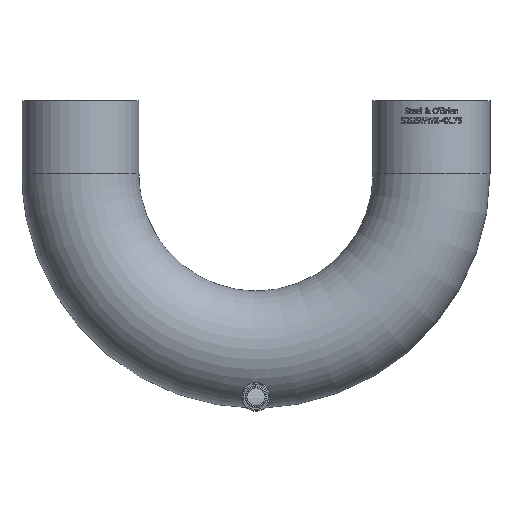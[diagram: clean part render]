
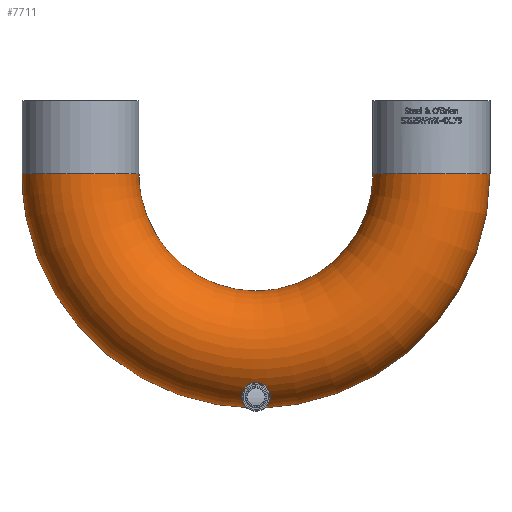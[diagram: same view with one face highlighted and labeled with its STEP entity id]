
A CAD part, top view. The second image highlights one B-rep face of the part: STEP entity #7711.
In plain terms, the highlighted toroidal (fillet/blend) face has major radius 152.4 mm and minor radius 50.8 mm.
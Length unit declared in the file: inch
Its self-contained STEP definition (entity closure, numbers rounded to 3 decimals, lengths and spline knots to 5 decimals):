
#16=TOROIDAL_SURFACE('',#8219,6.,2.);
#153=FACE_BOUND('',#1439,.T.);
#154=FACE_BOUND('',#1440,.T.);
#959=FACE_OUTER_BOUND('',#1438,.T.);
#1438=EDGE_LOOP('',(#7169));
#1439=EDGE_LOOP('',(#7170));
#1440=EDGE_LOOP('',(#7171));
#1633=CIRCLE('',#8186,2.);
#1645=CIRCLE('',#8215,2.);
#3025=B_SPLINE_CURVE_WITH_KNOTS('',3,(#16597,#16598,#16599,#16600,#16601,
#16602,#16603,#16604,#16605,#16606,#16607,#16608,#16609,#16610,#16611,#16612,
#16613,#16614,#16615,#16616,#16617,#16618,#16619,#16620,#16621,#16622,#16623,
#16624,#16625,#16626,#16627,#16628,#16629,#16630,#16631,#16632,#16633,#16634),
 .UNSPECIFIED.,.T.,.F.,(4,2,2,2,2,2,2,2,2,2,2,2,2,2,2,2,2,2,4),(-12.85353,
-12.8508,-10.76397,-9.54694,-8.97222,-8.54452,
-8.09742,-7.42761,-6.88871,-6.4254,-5.96209,
-5.42319,-4.75338,-4.30628,-3.87858,
-3.30386,-2.08683,0.,0.00273),
 .UNSPECIFIED.);
#3764=VERTEX_POINT('',#16506);
#3771=VERTEX_POINT('',#16596);
#3777=VERTEX_POINT('',#16653);
#4899=EDGE_CURVE('',#3764,#3764,#1633,.T.);
#4906=EDGE_CURVE('',#3771,#3771,#3025,.T.);
#4913=EDGE_CURVE('',#3777,#3777,#1645,.T.);
#7169=ORIENTED_EDGE('',*,*,#4899,.F.);
#7170=ORIENTED_EDGE('',*,*,#4913,.F.);
#7171=ORIENTED_EDGE('',*,*,#4906,.T.);
#7711=ADVANCED_FACE('',(#959,#153,#154),#16,.T.);
#8186=AXIS2_PLACEMENT_3D('',#16507,#9662,#9663);
#8215=AXIS2_PLACEMENT_3D('',#16654,#9720,#9721);
#8219=AXIS2_PLACEMENT_3D('',#16659,#9728,#9729);
#9662=DIRECTION('center_axis',(0.,1.,0.));
#9663=DIRECTION('ref_axis',(-1.,0.,0.));
#9720=DIRECTION('center_axis',(0.,1.,0.));
#9721=DIRECTION('ref_axis',(1.,0.,0.));
#9728=DIRECTION('center_axis',(0.,0.,-1.));
#9729=DIRECTION('ref_axis',(0.707,-0.707,0.));
#16506=CARTESIAN_POINT('',(6.,12.92556,-2.));
#16507=CARTESIAN_POINT('Origin',(6.,12.92556,0.));
#16596=CARTESIAN_POINT('',(0.,4.92556,0.));
#16597=CARTESIAN_POINT('Ctrl Pts',(0.,4.92556,
0.));
#16598=CARTESIAN_POINT('Ctrl Pts',(-0.00015,4.92556,
0.00033));
#16599=CARTESIAN_POINT('Ctrl Pts',(-0.00029,4.92556,
0.00065));
#16600=CARTESIAN_POINT('Ctrl Pts',(-0.11147,4.92569,
0.25132));
#16601=CARTESIAN_POINT('Ctrl Pts',(-0.21702,4.97503,
0.49006));
#16602=CARTESIAN_POINT('Ctrl Pts',(-0.32993,5.11081,0.83696));
#16603=CARTESIAN_POINT('Ctrl Pts',(-0.35774,5.17058,
0.95164));
#16604=CARTESIAN_POINT('Ctrl Pts',(-0.37458,5.26501,
1.10242));
#16605=CARTESIAN_POINT('Ctrl Pts',(-0.37655,5.29755,1.15001));
#16606=CARTESIAN_POINT('Ctrl Pts',(-0.37159,5.35706,
1.23002));
#16607=CARTESIAN_POINT('Ctrl Pts',(-0.3668,5.38345,
1.26337));
#16608=CARTESIAN_POINT('Ctrl Pts',(-0.35,5.43834,1.32881));
#16609=CARTESIAN_POINT('Ctrl Pts',(-0.33765,5.467,1.36089));
#16610=CARTESIAN_POINT('Ctrl Pts',(-0.29498,5.53729,
1.43538));
#16611=CARTESIAN_POINT('Ctrl Pts',(-0.2613,5.57396,1.47054));
#16612=CARTESIAN_POINT('Ctrl Pts',(-0.19001,5.62625,
1.51874));
#16613=CARTESIAN_POINT('Ctrl Pts',(-0.1531,5.64562,
1.53565));
#16614=CARTESIAN_POINT('Ctrl Pts',(-0.07614,5.66963,
1.55631));
#16615=CARTESIAN_POINT('Ctrl Pts',(-0.03843,5.67556,
1.56125));
#16616=CARTESIAN_POINT('Ctrl Pts',(0.03843,5.67556,1.56125));
#16617=CARTESIAN_POINT('Ctrl Pts',(0.07614,5.66963,
1.55631));
#16618=CARTESIAN_POINT('Ctrl Pts',(0.1531,5.64562,1.53565));
#16619=CARTESIAN_POINT('Ctrl Pts',(0.19001,5.62625,1.51874));
#16620=CARTESIAN_POINT('Ctrl Pts',(0.2613,5.57396,1.47054));
#16621=CARTESIAN_POINT('Ctrl Pts',(0.29498,5.53729,1.43538));
#16622=CARTESIAN_POINT('Ctrl Pts',(0.33765,5.467,1.36089));
#16623=CARTESIAN_POINT('Ctrl Pts',(0.35,5.43834,1.32881));
#16624=CARTESIAN_POINT('Ctrl Pts',(0.3668,5.38345,1.26337));
#16625=CARTESIAN_POINT('Ctrl Pts',(0.37159,5.35706,1.23002));
#16626=CARTESIAN_POINT('Ctrl Pts',(0.37655,5.29755,1.15001));
#16627=CARTESIAN_POINT('Ctrl Pts',(0.37458,5.26501,1.10242));
#16628=CARTESIAN_POINT('Ctrl Pts',(0.35774,5.17058,0.95164));
#16629=CARTESIAN_POINT('Ctrl Pts',(0.32993,5.11081,0.83696));
#16630=CARTESIAN_POINT('Ctrl Pts',(0.21702,4.97503,0.49006));
#16631=CARTESIAN_POINT('Ctrl Pts',(0.11147,4.92569,0.25132));
#16632=CARTESIAN_POINT('Ctrl Pts',(0.00029,4.92556,
0.00065));
#16633=CARTESIAN_POINT('Ctrl Pts',(0.00015,4.92556,
0.00033));
#16634=CARTESIAN_POINT('Ctrl Pts',(0.,4.92556,
0.));
#16653=CARTESIAN_POINT('',(-4.,12.92556,0.));
#16654=CARTESIAN_POINT('Origin',(-6.,12.92556,0.));
#16659=CARTESIAN_POINT('Origin',(0.,12.92556,
0.));
